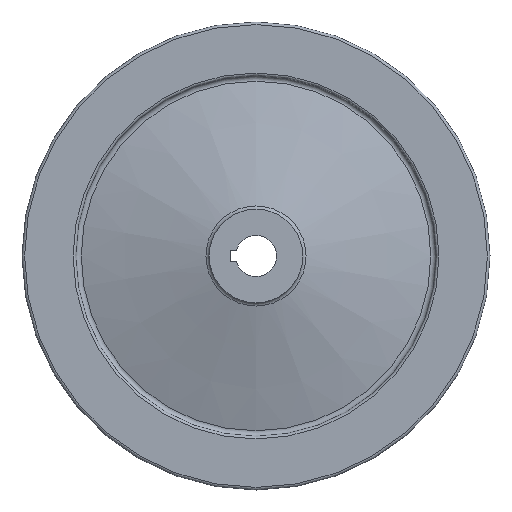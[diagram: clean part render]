
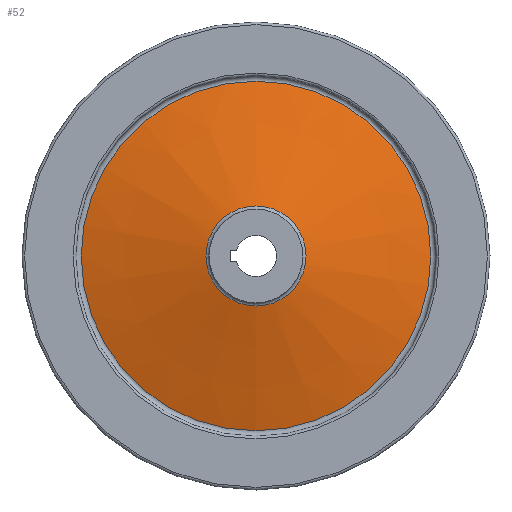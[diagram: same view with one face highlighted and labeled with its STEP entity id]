
A CAD part, left-side view. The second image highlights one B-rep face of the part: STEP entity #52.
In plain terms, the highlighted conical face has half-angle 74.91 degrees and reference radius 26.726 mm.
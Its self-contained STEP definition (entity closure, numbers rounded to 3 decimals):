
#52 = ADVANCED_FACE( '', ( #118, #119 ), #120, .T. );
#118 = FACE_OUTER_BOUND( '', #209, .T. );
#119 = FACE_BOUND( '', #210, .T. );
#120 = CONICAL_SURFACE( '', #211, 26.726, 1.307 );
#209 = EDGE_LOOP( '', ( #303 ) );
#210 = EDGE_LOOP( '', ( #304 ) );
#211 = AXIS2_PLACEMENT_3D( '', #305, #306, #307 );
#303 = ORIENTED_EDGE( '', *, *, #439, .F. );
#304 = ORIENTED_EDGE( '', *, *, #437, .T. );
#305 = CARTESIAN_POINT( '', ( 17.55, 0., 0. ) );
#306 = DIRECTION( '', ( 1., 0., 0. ) );
#307 = DIRECTION( '', ( 0., 0., -1. ) );
#437 = EDGE_CURVE( '', #494, #494, #495, .T. );
#439 = EDGE_CURVE( '', #497, #497, #498, .T. );
#494 = VERTEX_POINT( '', #572 );
#495 = CIRCLE( '', #573, 26.726 );
#497 = VERTEX_POINT( '', #575 );
#498 = CIRCLE( '', #576, 93.372 );
#572 = CARTESIAN_POINT( '', ( 17.55, 0., -26.726 ) );
#573 = AXIS2_PLACEMENT_3D( '', #655, #656, #657 );
#575 = CARTESIAN_POINT( '', ( 35.52, 0., -93.372 ) );
#576 = AXIS2_PLACEMENT_3D( '', #658, #659, #660 );
#655 = CARTESIAN_POINT( '', ( 17.55, 0., 0. ) );
#656 = DIRECTION( '', ( 1., 0., 0. ) );
#657 = DIRECTION( '', ( 0., 0., -1. ) );
#658 = CARTESIAN_POINT( '', ( 35.52, 0., 0. ) );
#659 = DIRECTION( '', ( 1., 0., 0. ) );
#660 = DIRECTION( '', ( 0., 0., -1. ) );
